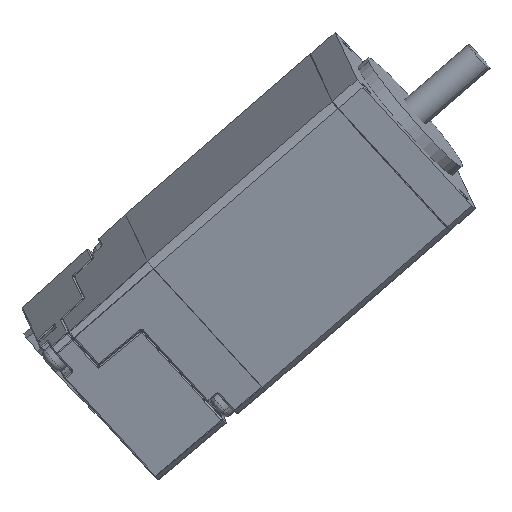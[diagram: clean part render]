
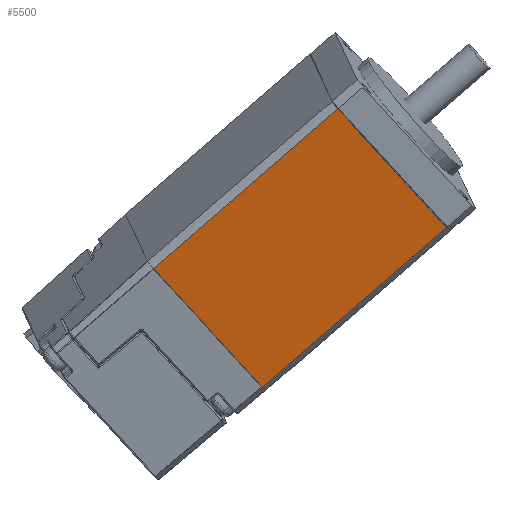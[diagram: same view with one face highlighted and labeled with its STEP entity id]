
A CAD part, isometric view. The second image highlights one B-rep face of the part: STEP entity #5500.
In plain terms, the highlighted planar face has unit normal (-0.571, -0.756, 0.32).
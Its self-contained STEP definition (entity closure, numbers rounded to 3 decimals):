
#1010 = LINE ( 'NONE', #8937, #3559 ) ;
#2401 = CARTESIAN_POINT ( 'NONE',  ( -35.054, -18.057, -12.403 ) ) ;
#2459 = DIRECTION ( 'NONE',  ( 0.34, -0.572, -0.746 ) ) ;
#2561 = CARTESIAN_POINT ( 'NONE',  ( -11.206, -28.166, 6.217 ) ) ;
#2599 = ORIENTED_EDGE ( 'NONE', *, *, #12468, .F. ) ;
#3559 = VECTOR ( 'NONE', #13945, 1000. ) ;
#4801 = FACE_OUTER_BOUND ( 'NONE', #14389, .T. ) ;
#4987 = ORIENTED_EDGE ( 'NONE', *, *, #13188, .F. ) ;
#5500 = ADVANCED_FACE ( 'NONE', ( #4801 ), #18873, .F. ) ;
#5627 = DIRECTION ( 'NONE',  ( -0.748, 0.317, -0.584 ) ) ;
#6475 = CARTESIAN_POINT ( 'NONE',  ( -43.787, -3.351, 6.766 ) ) ;
#7395 = EDGE_CURVE ( 'NONE', #11302, #10526, #1010, .T. ) ;
#7626 = VECTOR ( 'NONE', #12949, 1000. ) ;
#7759 = CARTESIAN_POINT ( 'NONE',  ( -19.939, -13.459, 25.386 ) ) ;
#7769 = ORIENTED_EDGE ( 'NONE', *, *, #12664, .F. ) ;
#8570 = VECTOR ( 'NONE', #5627, 1000. ) ;
#8937 = CARTESIAN_POINT ( 'NONE',  ( -39.165, -16.315, -15.613 ) ) ;
#9632 = VERTEX_POINT ( 'NONE', #7759 ) ;
#9973 = CARTESIAN_POINT ( 'NONE',  ( -47.898, -1.608, 3.556 ) ) ;
#10024 = VERTEX_POINT ( 'NONE', #15033 ) ;
#10045 = CARTESIAN_POINT ( 'NONE',  ( -35.054, -18.057, -12.403 ) ) ;
#10526 = VERTEX_POINT ( 'NONE', #9973 ) ;
#11034 = DIRECTION ( 'NONE',  ( 0.748, -0.317, 0.584 ) ) ;
#11047 = CARTESIAN_POINT ( 'NONE',  ( -39.165, -16.315, -15.613 ) ) ;
#11151 = VECTOR ( 'NONE', #11034, 1000. ) ;
#11302 = VERTEX_POINT ( 'NONE', #11047 ) ;
#12468 = EDGE_CURVE ( 'NONE', #10526, #9632, #15099, .T. ) ;
#12664 = EDGE_CURVE ( 'NONE', #10024, #11302, #18106, .T. ) ;
#12777 = DIRECTION ( 'NONE',  ( 0.571, 0.756, -0.32 ) ) ;
#12949 = DIRECTION ( 'NONE',  ( 0.34, -0.572, -0.746 ) ) ;
#13182 = ORIENTED_EDGE ( 'NONE', *, *, #7395, .F. ) ;
#13188 = EDGE_CURVE ( 'NONE', #9632, #10024, #13456, .T. ) ;
#13456 = LINE ( 'NONE', #2561, #7626 ) ;
#13945 = DIRECTION ( 'NONE',  ( -0.34, 0.572, 0.746 ) ) ;
#14389 = EDGE_LOOP ( 'NONE', ( #2599, #13182, #7769, #4987 ) ) ;
#15033 = CARTESIAN_POINT ( 'NONE',  ( -11.206, -28.166, 6.217 ) ) ;
#15099 = LINE ( 'NONE', #6475, #11151 ) ;
#17760 = AXIS2_PLACEMENT_3D ( 'NONE', #2401, #12777, #2459 ) ;
#18106 = LINE ( 'NONE', #10045, #8570 ) ;
#18873 = PLANE ( 'NONE',  #17760 ) ;
